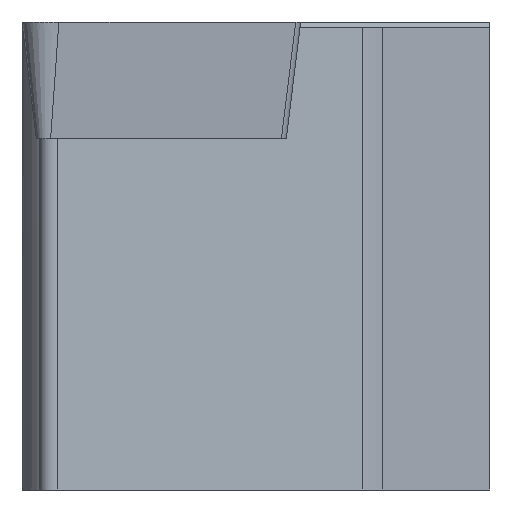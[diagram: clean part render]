
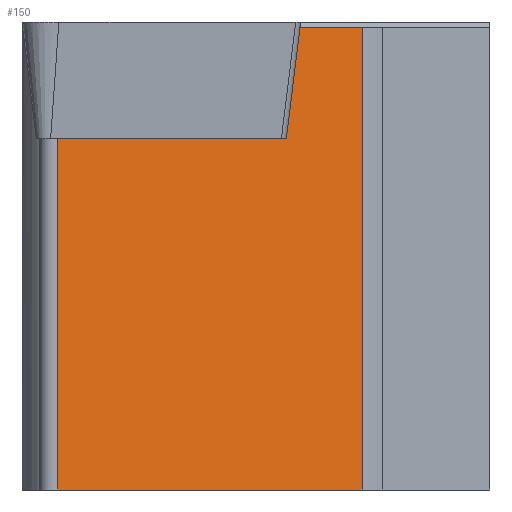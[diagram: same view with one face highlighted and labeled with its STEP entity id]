
A CAD part, left-side view. The second image highlights one B-rep face of the part: STEP entity #150.
In plain terms, the highlighted planar face has unit normal (-0.819, -0.574, 0).
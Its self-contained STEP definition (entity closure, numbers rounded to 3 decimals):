
#150=ADVANCED_FACE('',(#195),#171,.F.);
#171=PLANE('',#598);
#195=FACE_OUTER_BOUND('',#221,.T.);
#221=EDGE_LOOP('',(#301,#302,#303,#304,#305,#306));
#301=ORIENTED_EDGE('',*,*,#448,.F.);
#302=ORIENTED_EDGE('',*,*,#449,.F.);
#303=ORIENTED_EDGE('',*,*,#447,.F.);
#304=ORIENTED_EDGE('',*,*,#450,.F.);
#305=ORIENTED_EDGE('',*,*,#451,.T.);
#306=ORIENTED_EDGE('',*,*,#432,.F.);
#381=VERTEX_POINT('',#801);
#382=VERTEX_POINT('',#803);
#393=VERTEX_POINT('',#829);
#394=VERTEX_POINT('',#831);
#395=VERTEX_POINT('',#835);
#396=VERTEX_POINT('',#838);
#432=EDGE_CURVE('',#381,#382,#489,.T.);
#447=EDGE_CURVE('',#394,#393,#500,.T.);
#448=EDGE_CURVE('',#395,#381,#501,.T.);
#449=EDGE_CURVE('',#393,#395,#502,.T.);
#450=EDGE_CURVE('',#396,#394,#503,.T.);
#451=EDGE_CURVE('',#396,#382,#504,.T.);
#489=LINE('',#802,#539);
#500=LINE('',#832,#550);
#501=LINE('',#834,#551);
#502=LINE('',#836,#552);
#503=LINE('',#837,#553);
#504=LINE('',#839,#554);
#539=VECTOR('',#669,1.);
#550=VECTOR('',#692,1.);
#551=VECTOR('',#695,1.);
#552=VECTOR('',#696,1.);
#553=VECTOR('',#697,1.);
#554=VECTOR('',#698,1.);
#598=AXIS2_PLACEMENT_3D('',#840,#699,#700);
#669=DIRECTION('',(0.574,-0.819,0.));
#692=DIRECTION('',(0.,0.,1.));
#695=DIRECTION('',(0.085,-0.121,0.989));
#696=DIRECTION('',(0.574,-0.819,0.));
#697=DIRECTION('',(-0.574,0.819,0.));
#698=DIRECTION('',(0.,0.,1.));
#699=DIRECTION('',(0.819,0.574,0.));
#700=DIRECTION('',(0.574,-0.819,0.));
#801=CARTESIAN_POINT('',(7.369,6.5,-0.2));
#802=CARTESIAN_POINT('',(1.569,14.783,-0.2));
#803=CARTESIAN_POINT('',(8.869,4.358,-0.2));
#829=CARTESIAN_POINT('',(1.569,14.783,-3.97));
#831=CARTESIAN_POINT('',(1.569,14.783,-16.));
#832=CARTESIAN_POINT('',(1.569,14.783,-30.));
#834=CARTESIAN_POINT('',(4.736,10.26,-30.828));
#835=CARTESIAN_POINT('',(7.045,6.962,-3.97));
#836=CARTESIAN_POINT('',(1.569,14.783,-3.97));
#837=CARTESIAN_POINT('',(1.569,14.783,-16.));
#838=CARTESIAN_POINT('',(8.869,4.358,-16.));
#839=CARTESIAN_POINT('',(8.869,4.358,-30.));
#840=CARTESIAN_POINT('',(1.569,14.783,-30.));
